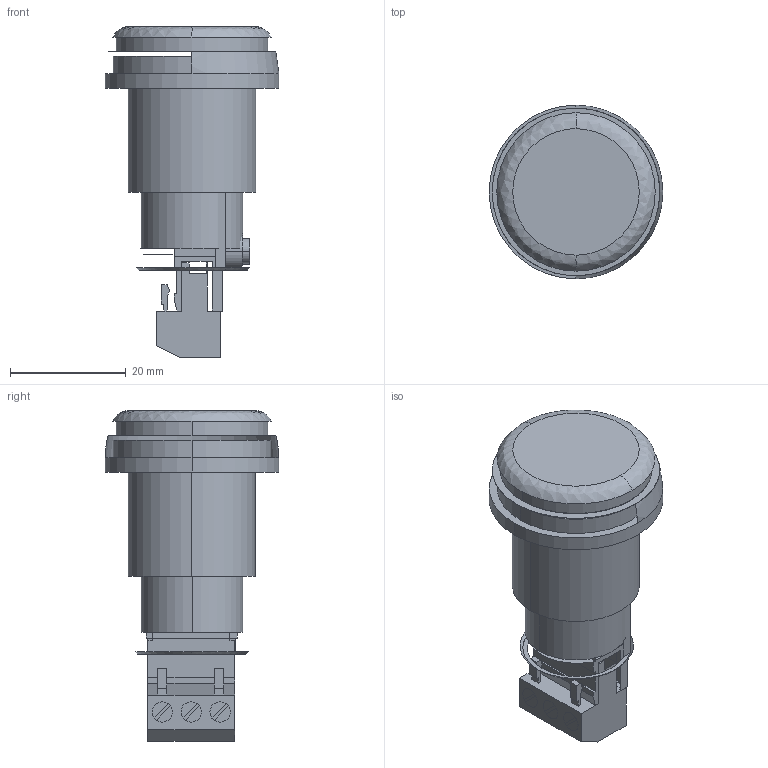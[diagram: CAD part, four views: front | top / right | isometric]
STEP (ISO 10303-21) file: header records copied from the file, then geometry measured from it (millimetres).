
FILE_DESCRIPTION((''),'2;1');
FILE_NAME('ESK-30mm-buzzer SS.stp','2012-12-11T10:05:58',(''),(''),'Mechanical Desktop 2011','Mechanical Desktop 2011',', , ');
FILE_SCHEMA(('CONFIG_CONTROL_DESIGN'));
Length unit declared in the file: millimetre
Products named in the file (1): Product
Bounding box: 30 x 30 x 57.12 mm (x, y, z)
Volume: 7328.9 mm3; surface area: 11074.3 mm2
Topology: 6 solids, 12 shells, 121 faces, 584 edges, 581 vertices
Faces by surface type: bspline 94, cylinder 14, plane 12, cone 1
Entity records: 6957 total; most frequent: CARTESIAN_POINT 4070, QUASI_UNIFORM_CURVE 798, PCURVE 455, COMPOSITE_CURVE_SEGMENT 455, DIRECTION 162, ORIENTED_EDGE 106, B_SPLINE_CURVE_WITH_KNOTS 95, B_SPLINE_SURFACE_WITH_KNOTS 87
